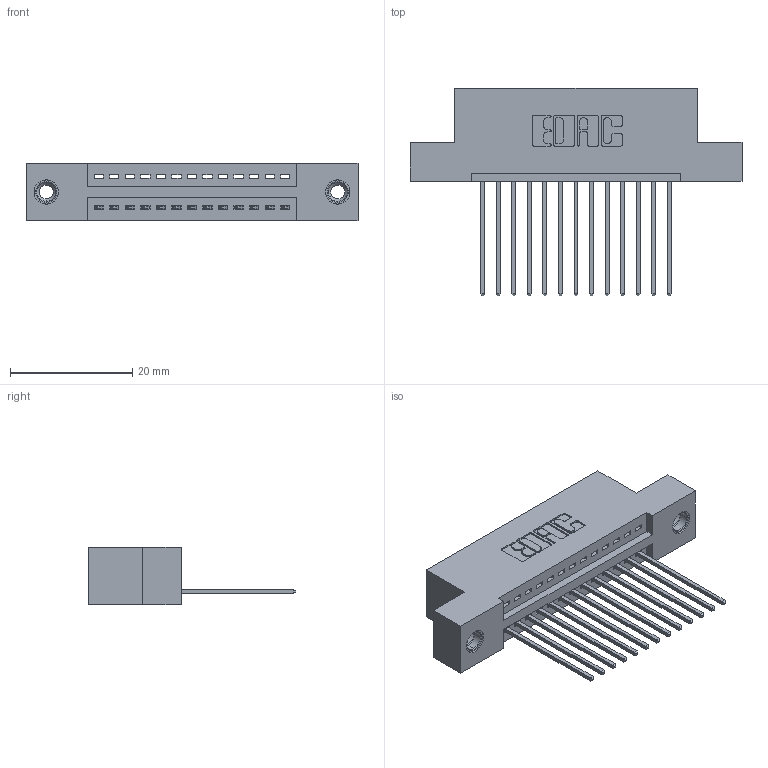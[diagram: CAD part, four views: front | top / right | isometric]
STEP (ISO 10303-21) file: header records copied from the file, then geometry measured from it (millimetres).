
FILE_DESCRIPTION (( 'STEP AP203' ), '1' );
FILE_NAME ('345-013-541-108.STEP', '2018-08-18T06:27:50', ( '' ), ( '' ), 'SwSTEP 2.0', 'SolidWorks 2016', '' );
FILE_SCHEMA (( 'CONFIG_CONTROL_DESIGN' ));
Length unit declared in the file: inch
Products named in the file (4): 345-250-001_345-250-003-102; 345-013-541-108; 345 Part_Flush Mounting Lugs - 0.156 Dia-TI; 345-292-001_345-293-141
Assembly tree (16 placements, depth 2):
  345-013-541-108
    345 Part_Flush Mounting Lugs - 0.156 Dia-TI
    345-292-001_345-293-141  x13
    345-250-001_345-250-003-102  x2
Bounding box: 54.23 x 33.96 x 9.4 mm (x, y, z)
Volume: 4949.6 mm3; surface area: 6454.9 mm2
Topology: 16 solids, 16 shells, 940 faces, 2765 edges, 1818 vertices
Faces by surface type: plane 632, cylinder 292, cone 12, torus 4
Entity records: 14892 total; most frequent: CARTESIAN_POINT 2562, ORIENTED_EDGE 2502, DIRECTION 2307, EDGE_CURVE 1251, LINE 1047, VECTOR 1047, VERTEX_POINT 828, AXIS2_PLACEMENT_3D 630
